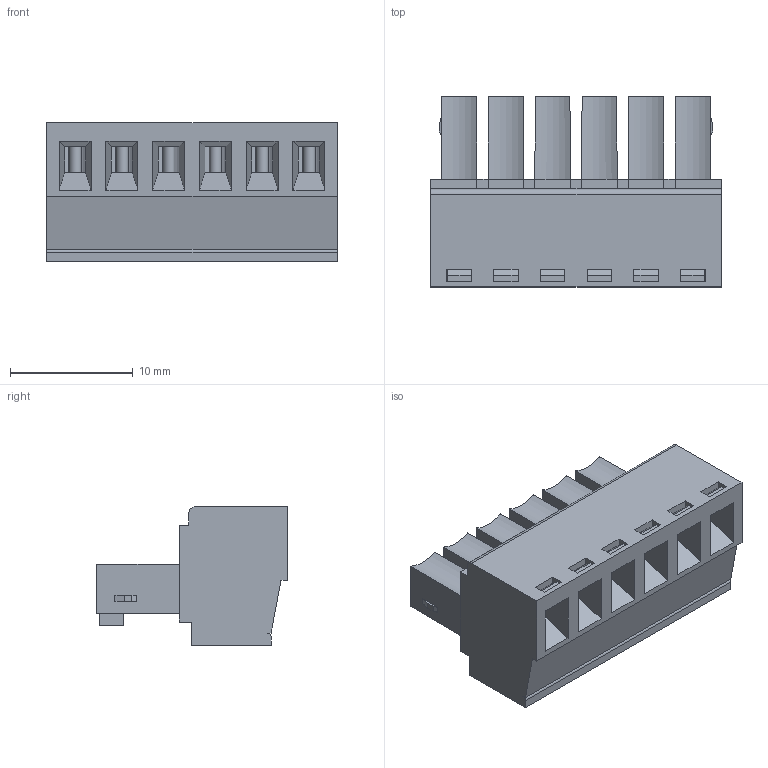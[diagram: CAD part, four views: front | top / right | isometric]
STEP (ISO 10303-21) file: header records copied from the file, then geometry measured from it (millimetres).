
FILE_DESCRIPTION (( 'STEP AP214' ), '1' );
FILE_NAME ('FTB38106-F06S2GNB-REF.STEP', '2025-07-09T09:49:29', ( '' ), ( '' ), 'SwSTEP 2.0', 'SolidWorks 2021', '' );
FILE_SCHEMA (( 'AUTOMOTIVE_DESIGN' ));
Length unit declared in the file: millimetre
Products named in the file (1): FTB38106-F06S2GNB-REF
Bounding box: 23.65 x 15.5 x 11.3 mm (x, y, z)
Volume: 1910.4 mm3; surface area: 3131.6 mm2
Topology: 1 solids, 1 shells, 374 faces, 990 edges, 634 vertices
Faces by surface type: plane 288, cylinder 74, cone 12
Entity records: 11506 total; most frequent: CARTESIAN_POINT 2035, ORIENTED_EDGE 1980, DIRECTION 1902, EDGE_CURVE 990, VECTOR 804, LINE 804, VERTEX_POINT 634, AXIS2_PLACEMENT_3D 549
